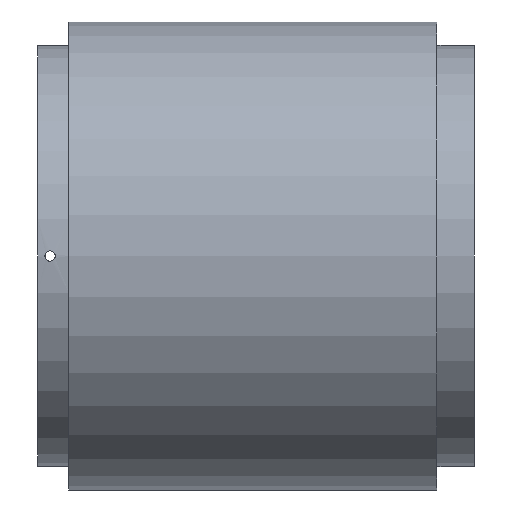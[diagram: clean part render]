
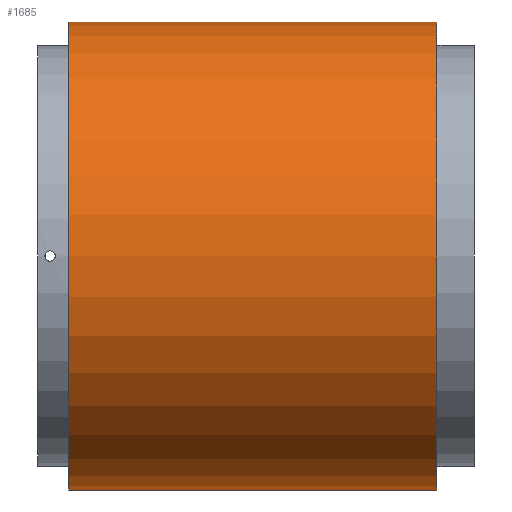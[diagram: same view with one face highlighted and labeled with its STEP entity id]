
A CAD part, left-side view. The second image highlights one B-rep face of the part: STEP entity #1685.
In plain terms, the highlighted cylindrical face has radius 75 mm (diameter 150 mm), a partial arc.
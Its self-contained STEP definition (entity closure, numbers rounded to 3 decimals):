
#9 = EDGE_CURVE ( 'NONE', #1671, #771, #1965, .T. ) ;
#16 = CIRCLE ( 'NONE', #813, 75. ) ;
#30 = CARTESIAN_POINT ( 'NONE',  ( 0., 0., 0. ) ) ;
#31 = FACE_OUTER_BOUND ( 'NONE', #339, .T. ) ;
#41 = CIRCLE ( 'NONE', #915, 75. ) ;
#113 = ORIENTED_EDGE ( 'NONE', *, *, #128, .F. ) ;
#115 = EDGE_CURVE ( 'NONE', #1458, #1671, #41, .T. ) ;
#128 = EDGE_CURVE ( 'NONE', #1802, #771, #16, .T. ) ;
#160 = VECTOR ( 'NONE', #417, 1000. ) ;
#191 = CARTESIAN_POINT ( 'NONE',  ( 0., 0., 0. ) ) ;
#225 = DIRECTION ( 'NONE',  ( 0., 0., -1. ) ) ;
#235 = DIRECTION ( 'NONE',  ( 0., -1., 0. ) ) ;
#279 = DIRECTION ( 'NONE',  ( 0., 0., -1. ) ) ;
#297 = CARTESIAN_POINT ( 'NONE',  ( 0., 0., -75. ) ) ;
#301 = CARTESIAN_POINT ( 'NONE',  ( 0., 118., 0. ) ) ;
#339 = EDGE_LOOP ( 'NONE', ( #989, #1351, #1793, #113 ) ) ;
#417 = DIRECTION ( 'NONE',  ( 0., -1., 0. ) ) ;
#771 = VERTEX_POINT ( 'NONE', #297 ) ;
#813 = AXIS2_PLACEMENT_3D ( 'NONE', #191, #235, #225 ) ;
#821 = CARTESIAN_POINT ( 'NONE',  ( 0., 0., 75. ) ) ;
#915 = AXIS2_PLACEMENT_3D ( 'NONE', #301, #1384, #279 ) ;
#989 = ORIENTED_EDGE ( 'NONE', *, *, #1544, .F. ) ;
#1133 = DIRECTION ( 'NONE',  ( 0., -1., 0. ) ) ;
#1135 = VECTOR ( 'NONE', #1274, 1000. ) ;
#1244 = CARTESIAN_POINT ( 'NONE',  ( 0., 0., -75. ) ) ;
#1274 = DIRECTION ( 'NONE',  ( 0., -1., 0. ) ) ;
#1351 = ORIENTED_EDGE ( 'NONE', *, *, #115, .T. ) ;
#1384 = DIRECTION ( 'NONE',  ( 0., -1., 0. ) ) ;
#1458 = VERTEX_POINT ( 'NONE', #1697 ) ;
#1535 = LINE ( 'NONE', #821, #1135 ) ;
#1544 = EDGE_CURVE ( 'NONE', #1458, #1802, #1535, .T. ) ;
#1575 = DIRECTION ( 'NONE',  ( 0., 0., -1. ) ) ;
#1639 = CYLINDRICAL_SURFACE ( 'NONE', #1735, 75. ) ;
#1671 = VERTEX_POINT ( 'NONE', #1922 ) ;
#1685 = ADVANCED_FACE ( 'NONE', ( #31 ), #1639, .T. ) ;
#1697 = CARTESIAN_POINT ( 'NONE',  ( 0., 118., 75. ) ) ;
#1735 = AXIS2_PLACEMENT_3D ( 'NONE', #30, #1133, #1575 ) ;
#1793 = ORIENTED_EDGE ( 'NONE', *, *, #9, .T. ) ;
#1802 = VERTEX_POINT ( 'NONE', #1917 ) ;
#1917 = CARTESIAN_POINT ( 'NONE',  ( 0., 0., 75. ) ) ;
#1922 = CARTESIAN_POINT ( 'NONE',  ( 0., 118., -75. ) ) ;
#1965 = LINE ( 'NONE', #1244, #160 ) ;
